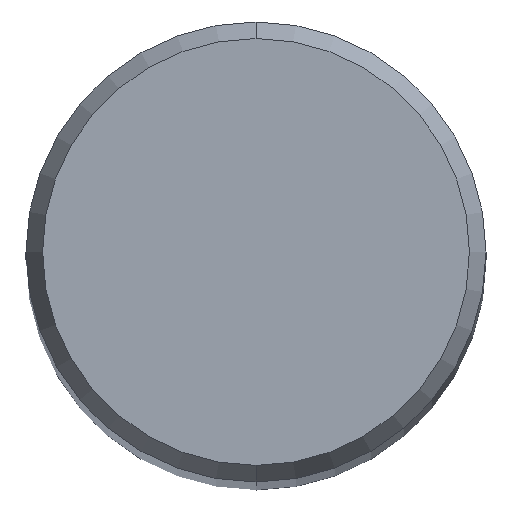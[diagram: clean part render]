
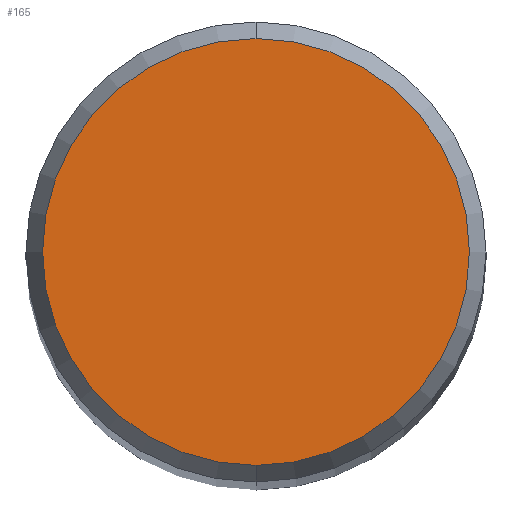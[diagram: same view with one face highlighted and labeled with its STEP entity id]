
A CAD part, top view. The second image highlights one B-rep face of the part: STEP entity #165.
In plain terms, the highlighted planar face has unit normal (0, 0, 1).
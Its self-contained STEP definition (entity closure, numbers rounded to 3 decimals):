
#85=EDGE_CURVE('',#141,#95,#215,.T.);
#95=VERTEX_POINT('',#226);
#141=VERTEX_POINT('',#280);
#165=ADVANCED_FACE('',(#307),#308,.T.);
#193=EDGE_CURVE('',#95,#141,#339,.T.);
#215=CIRCLE('',#354,2.946);
#226=CARTESIAN_POINT('',(0.0,2.946,0.0));
#280=CARTESIAN_POINT('',(0.,-2.946,0.0));
#307=FACE_OUTER_BOUND('',#467,.T.);
#308=PLANE('',#468);
#339=CIRCLE('',#510,2.946);
#354=AXIS2_PLACEMENT_3D('',#513,#514,#515);
#467=EDGE_LOOP('',(#634,#635));
#468=AXIS2_PLACEMENT_3D('',#636,#637,#638);
#510=AXIS2_PLACEMENT_3D('',#676,#677,#678);
#513=CARTESIAN_POINT('',(0.0,0.0,0.0));
#514=DIRECTION('',(0.0,0.0,-1.0));
#515=DIRECTION('',(0.0,1.0,0.0));
#634=ORIENTED_EDGE('',*,*,#193,.F.);
#635=ORIENTED_EDGE('',*,*,#85,.F.);
#636=CARTESIAN_POINT('',(0.0,1.473,0.0));
#637=DIRECTION('',(-0.0,0.0,1.0));
#638=DIRECTION('',(0.0,-1.0,0.0));
#676=CARTESIAN_POINT('',(0.0,0.0,0.0));
#677=DIRECTION('',(0.0,0.0,-1.0));
#678=DIRECTION('',(0.0,1.0,0.0));
